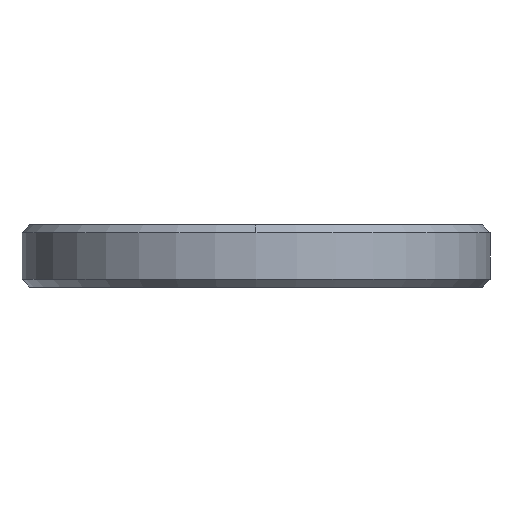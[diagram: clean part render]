
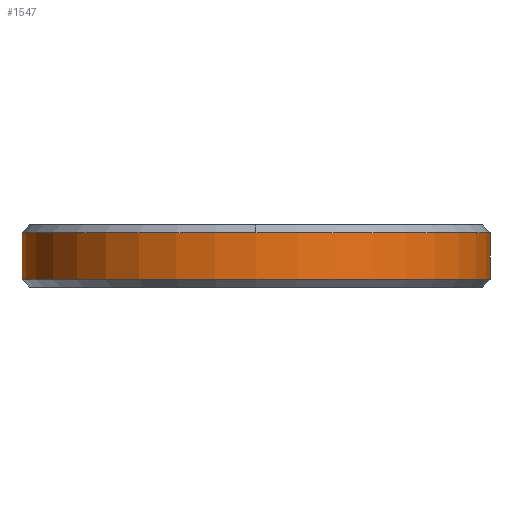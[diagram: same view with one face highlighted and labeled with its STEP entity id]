
A CAD part, left-side view. The second image highlights one B-rep face of the part: STEP entity #1547.
In plain terms, the highlighted cylindrical face has radius 30 mm (diameter 60 mm), a partial arc.
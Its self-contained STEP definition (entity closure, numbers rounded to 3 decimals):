
#152 = EDGE_CURVE ( 'NONE', #1986, #1654, #3592, .T. ) ;
#300 = FACE_OUTER_BOUND ( 'NONE', #1651, .T. ) ;
#403 = DIRECTION ( 'NONE',  ( 0., 0., -1. ) ) ;
#680 = CARTESIAN_POINT ( 'NONE',  ( 0., -30., -1. ) ) ;
#695 = DIRECTION ( 'NONE',  ( 1., 0., 0. ) ) ;
#790 = ORIENTED_EDGE ( 'NONE', *, *, #915, .T. ) ;
#915 = EDGE_CURVE ( 'NONE', #1654, #2619, #1915, .T. ) ;
#934 = CARTESIAN_POINT ( 'NONE',  ( 0., 0., -1. ) ) ;
#960 = EDGE_CURVE ( 'NONE', #2619, #3325, #2364, .T. ) ;
#966 = ORIENTED_EDGE ( 'NONE', *, *, #960, .T. ) ;
#1156 = CARTESIAN_POINT ( 'NONE',  ( 0., -30., -7. ) ) ;
#1211 = CARTESIAN_POINT ( 'NONE',  ( 0., 0., -8. ) ) ;
#1258 = CARTESIAN_POINT ( 'NONE',  ( -30., 0., -1. ) ) ;
#1343 = DIRECTION ( 'NONE',  ( 0., 0., 1. ) ) ;
#1462 = CARTESIAN_POINT ( 'NONE',  ( 0., 0., -7. ) ) ;
#1485 = CYLINDRICAL_SURFACE ( 'NONE', #1738, 30. ) ;
#1547 = ADVANCED_FACE ( 'NONE', ( #300 ), #1485, .T. ) ;
#1651 = EDGE_LOOP ( 'NONE', ( #3377, #790, #966, #2581, #3257 ) ) ;
#1654 = VERTEX_POINT ( 'NONE', #680 ) ;
#1690 = DIRECTION ( 'NONE',  ( 0., 0., -1. ) ) ;
#1691 = VERTEX_POINT ( 'NONE', #3497 ) ;
#1738 = AXIS2_PLACEMENT_3D ( 'NONE', #1211, #2035, #2301 ) ;
#1915 = CIRCLE ( 'NONE', #2485, 30. ) ;
#1946 = CARTESIAN_POINT ( 'NONE',  ( 0., -30., -8. ) ) ;
#1986 = VERTEX_POINT ( 'NONE', #1156 ) ;
#2035 = DIRECTION ( 'NONE',  ( 0., 0., 1. ) ) ;
#2223 = CARTESIAN_POINT ( 'NONE',  ( 0., 30., -8. ) ) ;
#2301 = DIRECTION ( 'NONE',  ( 1., 0., 0. ) ) ;
#2364 = CIRCLE ( 'NONE', #2841, 30. ) ;
#2485 = AXIS2_PLACEMENT_3D ( 'NONE', #934, #403, #695 ) ;
#2508 = CARTESIAN_POINT ( 'NONE',  ( 0., 0., -1. ) ) ;
#2568 = DIRECTION ( 'NONE',  ( 0., 0., 1. ) ) ;
#2581 = ORIENTED_EDGE ( 'NONE', *, *, #2886, .F. ) ;
#2619 = VERTEX_POINT ( 'NONE', #1258 ) ;
#2816 = DIRECTION ( 'NONE',  ( 1., 0., 0. ) ) ;
#2841 = AXIS2_PLACEMENT_3D ( 'NONE', #2508, #1690, #2816 ) ;
#2886 = EDGE_CURVE ( 'NONE', #1691, #3325, #3378, .T. ) ;
#2933 = CARTESIAN_POINT ( 'NONE',  ( 0., 30., -1. ) ) ;
#2966 = CIRCLE ( 'NONE', #3545, 30. ) ;
#3056 = VECTOR ( 'NONE', #1343, 1000. ) ;
#3221 = EDGE_CURVE ( 'NONE', #1691, #1986, #2966, .T. ) ;
#3257 = ORIENTED_EDGE ( 'NONE', *, *, #3221, .T. ) ;
#3325 = VERTEX_POINT ( 'NONE', #2933 ) ;
#3366 = DIRECTION ( 'NONE',  ( 1., 0., 0. ) ) ;
#3377 = ORIENTED_EDGE ( 'NONE', *, *, #152, .T. ) ;
#3378 = LINE ( 'NONE', #2223, #3434 ) ;
#3401 = DIRECTION ( 'NONE',  ( 0., 0., 1. ) ) ;
#3434 = VECTOR ( 'NONE', #2568, 1000. ) ;
#3497 = CARTESIAN_POINT ( 'NONE',  ( 0., 30., -7. ) ) ;
#3545 = AXIS2_PLACEMENT_3D ( 'NONE', #1462, #3401, #3366 ) ;
#3592 = LINE ( 'NONE', #1946, #3056 ) ;
